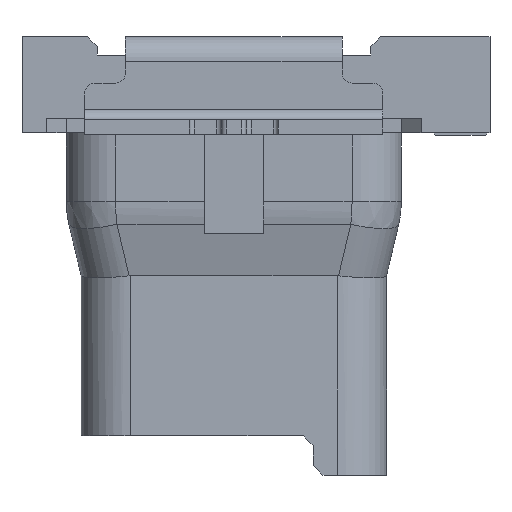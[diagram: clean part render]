
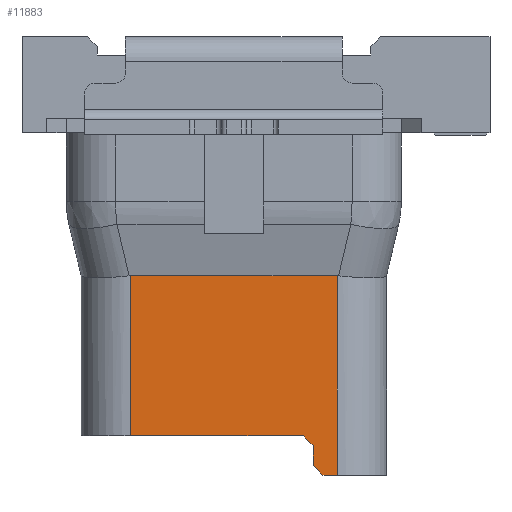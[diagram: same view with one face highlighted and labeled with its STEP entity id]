
A CAD part, left-side view. The second image highlights one B-rep face of the part: STEP entity #11883.
In plain terms, the highlighted planar face has unit normal (-1, 0, 0).
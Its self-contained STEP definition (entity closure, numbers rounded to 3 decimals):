
#685=DIRECTION('',(0.,1.,0.));
#686=VECTOR('',#685,0.29);
#687=CARTESIAN_POINT('',(-3.7,-2.6,-3.18));
#688=LINE('',#687,#686);
#849=DIRECTION('',(0.,1.,0.));
#850=VECTOR('',#849,3.51);
#851=CARTESIAN_POINT('',(-3.7,-1.91,-2.38));
#852=LINE('',#851,#850);
#4280=CARTESIAN_POINT('',(-3.7,1.6,0.87));
#4315=DIRECTION('',(0.,0.,-1.));
#4316=VECTOR('',#4315,3.25);
#4317=CARTESIAN_POINT('',(-3.7,1.6,0.87));
#4318=LINE('',#4317,#4316);
#4319=DIRECTION('',(0.,-1.,0.));
#4320=VECTOR('',#4319,4.2);
#4321=CARTESIAN_POINT('',(-3.7,1.6,0.87));
#4322=LINE('',#4321,#4320);
#4323=DIRECTION('',(0.,0.,1.));
#4324=VECTOR('',#4323,4.05);
#4325=CARTESIAN_POINT('',(-3.7,-2.6,-3.18));
#4326=LINE('',#4325,#4324);
#4381=DIRECTION('',(0.,0.707,0.707));
#4382=VECTOR('',#4381,0.283);
#4383=CARTESIAN_POINT('',(-3.7,-2.11,-2.58));
#4384=LINE('',#4383,#4382);
#4413=DIRECTION('',(0.,0.,1.));
#4414=VECTOR('',#4413,0.4);
#4415=CARTESIAN_POINT('',(-3.7,-2.11,-2.98));
#4416=LINE('',#4415,#4414);
#4437=DIRECTION('',(0.,0.707,0.707));
#4438=VECTOR('',#4437,0.283);
#4439=CARTESIAN_POINT('',(-3.7,-2.31,-3.18));
#4440=LINE('',#4439,#4438);
#4725=CARTESIAN_POINT('',(-3.7,-2.31,-3.18));
#4726=CARTESIAN_POINT('',(-3.7,-2.11,-2.98));
#4727=VERTEX_POINT('',#4725);
#4728=VERTEX_POINT('',#4726);
#4733=CARTESIAN_POINT('',(-3.7,-2.11,-2.58));
#4734=VERTEX_POINT('',#4733);
#4737=CARTESIAN_POINT('',(-3.7,-1.91,-2.38));
#4738=VERTEX_POINT('',#4737);
#5763=CARTESIAN_POINT('',(-3.7,1.6,-2.38));
#5765=VERTEX_POINT('',#5763);
#5771=VERTEX_POINT('',#4280);
#5814=CARTESIAN_POINT('',(-3.7,-2.6,-3.18));
#5816=VERTEX_POINT('',#5814);
#5817=CARTESIAN_POINT('',(-3.7,-2.6,0.87));
#5818=VERTEX_POINT('',#5817);
#11864=CARTESIAN_POINT('',(-3.7,2.9,0.87));
#11865=DIRECTION('',(1.,0.,0.));
#11866=DIRECTION('',(0.,0.,-1.));
#11867=AXIS2_PLACEMENT_3D('',#11864,#11865,#11866);
#11868=PLANE('',#11867);
#11870=ORIENTED_EDGE('',*,*,#11869,.F.);
#11871=ORIENTED_EDGE('',*,*,#11823,.T.);
#11872=ORIENTED_EDGE('',*,*,#11855,.F.);
#11873=ORIENTED_EDGE('',*,*,#6938,.T.);
#11875=ORIENTED_EDGE('',*,*,#11874,.T.);
#11877=ORIENTED_EDGE('',*,*,#11876,.T.);
#11879=ORIENTED_EDGE('',*,*,#11878,.T.);
#11880=ORIENTED_EDGE('',*,*,#7102,.T.);
#11881=EDGE_LOOP('',(#11870,#11871,#11872,#11873,#11875,#11877,#11879,#11880));
#11882=FACE_OUTER_BOUND('',#11881,.F.);
#11883=ADVANCED_FACE('',(#11882),#11868,.F.);
#6938=EDGE_CURVE('',#5816,#4727,#688,.T.);
#7102=EDGE_CURVE('',#4738,#5765,#852,.T.);
#11823=EDGE_CURVE('',#5771,#5818,#4322,.T.);
#11855=EDGE_CURVE('',#5816,#5818,#4326,.T.);
#11869=EDGE_CURVE('',#5771,#5765,#4318,.T.);
#11874=EDGE_CURVE('',#4727,#4728,#4440,.T.);
#11876=EDGE_CURVE('',#4728,#4734,#4416,.T.);
#11878=EDGE_CURVE('',#4734,#4738,#4384,.T.);
